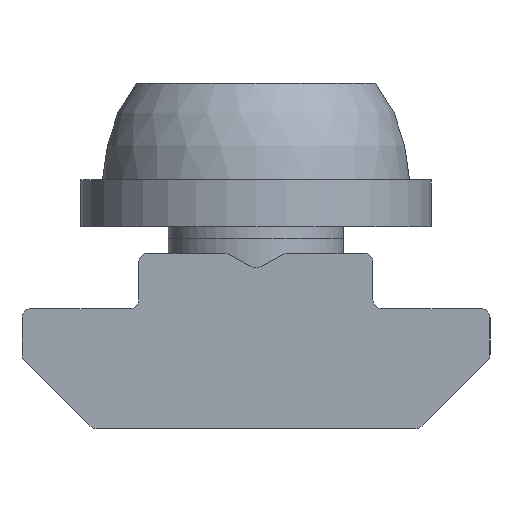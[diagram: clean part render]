
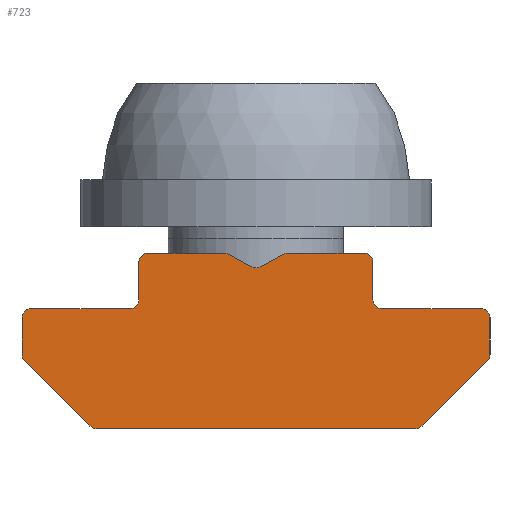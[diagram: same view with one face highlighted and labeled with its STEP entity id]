
A CAD part, left-side view. The second image highlights one B-rep face of the part: STEP entity #723.
In plain terms, the highlighted face is planar.
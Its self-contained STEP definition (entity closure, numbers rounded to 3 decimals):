
#723=ADVANCED_FACE('',(#817),#818,.T.);
#817=FACE_OUTER_BOUND('',#949,.T.);
#818=PLANE('',#950);
#949=EDGE_LOOP('',(#1194,#1195,#1196,#1197,#1198,#1199,#1200,#1201,#1202,#1203,#1204,#1205,#1206,#1207,#1208,#1209,#1210,#1211,#1212,#1213,#1214,#1215,#1216,#1217,#1218,#1219));
#950=AXIS2_PLACEMENT_3D('',#1220,#1221,#1222);
#1194=ORIENTED_EDGE('',*,*,#1561,.T.);
#1195=ORIENTED_EDGE('',*,*,#1562,.T.);
#1196=ORIENTED_EDGE('',*,*,#1563,.T.);
#1197=ORIENTED_EDGE('',*,*,#1564,.T.);
#1198=ORIENTED_EDGE('',*,*,#1565,.T.);
#1199=ORIENTED_EDGE('',*,*,#1566,.T.);
#1200=ORIENTED_EDGE('',*,*,#1567,.T.);
#1201=ORIENTED_EDGE('',*,*,#1568,.T.);
#1202=ORIENTED_EDGE('',*,*,#1569,.T.);
#1203=ORIENTED_EDGE('',*,*,#1570,.T.);
#1204=ORIENTED_EDGE('',*,*,#1571,.T.);
#1205=ORIENTED_EDGE('',*,*,#1572,.T.);
#1206=ORIENTED_EDGE('',*,*,#1573,.F.);
#1207=ORIENTED_EDGE('',*,*,#1574,.T.);
#1208=ORIENTED_EDGE('',*,*,#1575,.T.);
#1209=ORIENTED_EDGE('',*,*,#1576,.T.);
#1210=ORIENTED_EDGE('',*,*,#1577,.T.);
#1211=ORIENTED_EDGE('',*,*,#1578,.T.);
#1212=ORIENTED_EDGE('',*,*,#1530,.F.);
#1213=ORIENTED_EDGE('',*,*,#1579,.T.);
#1214=ORIENTED_EDGE('',*,*,#1580,.T.);
#1215=ORIENTED_EDGE('',*,*,#1581,.T.);
#1216=ORIENTED_EDGE('',*,*,#1582,.T.);
#1217=ORIENTED_EDGE('',*,*,#1583,.T.);
#1218=ORIENTED_EDGE('',*,*,#1584,.F.);
#1219=ORIENTED_EDGE('',*,*,#1585,.T.);
#1220=CARTESIAN_POINT('',(-7.7,3.8,25.0));
#1221=DIRECTION('',(0.0,0.0,1.0));
#1222=DIRECTION('',(1.0,0.0,0.0));
#1530=EDGE_CURVE('',#1708,#1710,#1711,.T.);
#1561=EDGE_CURVE('',#1770,#1771,#1772,.T.);
#1562=EDGE_CURVE('',#1771,#1773,#1774,.T.);
#1563=EDGE_CURVE('',#1773,#1775,#1776,.T.);
#1564=EDGE_CURVE('',#1775,#1777,#1778,.T.);
#1565=EDGE_CURVE('',#1777,#1779,#1780,.T.);
#1566=EDGE_CURVE('',#1779,#1781,#1782,.T.);
#1567=EDGE_CURVE('',#1781,#1783,#1784,.T.);
#1568=EDGE_CURVE('',#1783,#1785,#1786,.T.);
#1569=EDGE_CURVE('',#1785,#1787,#1788,.T.);
#1570=EDGE_CURVE('',#1787,#1789,#1790,.T.);
#1571=EDGE_CURVE('',#1789,#1791,#1792,.T.);
#1572=EDGE_CURVE('',#1791,#1793,#1794,.T.);
#1573=EDGE_CURVE('',#1795,#1793,#1796,.T.);
#1574=EDGE_CURVE('',#1795,#1797,#1798,.T.);
#1575=EDGE_CURVE('',#1797,#1799,#1800,.T.);
#1576=EDGE_CURVE('',#1799,#1801,#1802,.T.);
#1577=EDGE_CURVE('',#1801,#1803,#1804,.T.);
#1578=EDGE_CURVE('',#1803,#1710,#1805,.T.);
#1579=EDGE_CURVE('',#1708,#1806,#1807,.T.);
#1580=EDGE_CURVE('',#1806,#1808,#1809,.T.);
#1581=EDGE_CURVE('',#1808,#1810,#1811,.T.);
#1582=EDGE_CURVE('',#1810,#1812,#1813,.T.);
#1583=EDGE_CURVE('',#1812,#1814,#1815,.T.);
#1584=EDGE_CURVE('',#1816,#1814,#1817,.T.);
#1585=EDGE_CURVE('',#1816,#1770,#1818,.T.);
#1708=VERTEX_POINT('',#2061);
#1710=VERTEX_POINT('',#2064);
#1711=CIRCLE('',#2065,0.3);
#1770=VERTEX_POINT('',#2143);
#1771=VERTEX_POINT('',#2144);
#1772=CIRCLE('',#2145,0.3);
#1773=VERTEX_POINT('',#2146);
#1774=LINE('',#2147,#2148);
#1775=VERTEX_POINT('',#2149);
#1776=CIRCLE('',#2150,0.3);
#1777=VERTEX_POINT('',#2151);
#1778=LINE('',#2152,#2153);
#1779=VERTEX_POINT('',#2154);
#1780=CIRCLE('',#2155,0.3);
#1781=VERTEX_POINT('',#2156);
#1782=LINE('',#2157,#2158);
#1783=VERTEX_POINT('',#2159);
#1784=CIRCLE('',#2160,0.3);
#1785=VERTEX_POINT('',#2161);
#1786=LINE('',#2162,#2163);
#1787=VERTEX_POINT('',#2164);
#1788=CIRCLE('',#2165,0.3);
#1789=VERTEX_POINT('',#2166);
#1790=LINE('',#2167,#2168);
#1791=VERTEX_POINT('',#2169);
#1792=CIRCLE('',#2170,0.3);
#1793=VERTEX_POINT('',#2171);
#1794=LINE('',#2172,#2173);
#1795=VERTEX_POINT('',#2174);
#1796=CIRCLE('',#2175,0.3);
#1797=VERTEX_POINT('',#2176);
#1798=LINE('',#2177,#2178);
#1799=VERTEX_POINT('',#2179);
#1800=CIRCLE('',#2180,0.3);
#1801=VERTEX_POINT('',#2181);
#1802=LINE('',#2182,#2183);
#1803=VERTEX_POINT('',#2184);
#1804=CIRCLE('',#2185,0.3);
#1805=LINE('',#2186,#2187);
#1806=VERTEX_POINT('',#2188);
#1807=LINE('',#2189,#2190);
#1808=VERTEX_POINT('',#2191);
#1809=CIRCLE('',#2192,0.3);
#1810=VERTEX_POINT('',#2193);
#1811=LINE('',#2194,#2195);
#1812=VERTEX_POINT('',#2196);
#1813=CIRCLE('',#2197,0.3);
#1814=VERTEX_POINT('',#2198);
#1815=LINE('',#2199,#2200);
#1816=VERTEX_POINT('',#2201);
#1817=CIRCLE('',#2202,0.3);
#1818=LINE('',#2203,#2204);
#2061=CARTESIAN_POINT('',(-0.145,5.527,25.0));
#2064=CARTESIAN_POINT('',(0.145,5.527,25.0));
#2065=AXIS2_PLACEMENT_3D('',#2372,#2373,#2374);
#2143=CARTESIAN_POINT('',(-7.7,4.1,25.0));
#2144=CARTESIAN_POINT('',(-8.0,3.8,25.0));
#2145=AXIS2_PLACEMENT_3D('',#2430,#2431,#2432);
#2146=CARTESIAN_POINT('',(-8.0,2.536,25.0));
#2147=CARTESIAN_POINT('',(-8.0,3.8,25.0));
#2148=VECTOR('',#2433,1.0);
#2149=CARTESIAN_POINT('',(-7.912,2.324,25.0));
#2150=AXIS2_PLACEMENT_3D('',#2434,#2435,#2436);
#2151=CARTESIAN_POINT('',(-5.676,0.088,25.0));
#2152=CARTESIAN_POINT('',(-7.912,2.324,25.0));
#2153=VECTOR('',#2437,1.0);
#2154=CARTESIAN_POINT('',(-5.464,0.,25.0));
#2155=AXIS2_PLACEMENT_3D('',#2438,#2439,#2440);
#2156=CARTESIAN_POINT('',(5.464,0.0,25.0));
#2157=CARTESIAN_POINT('',(-5.464,0.0,25.0));
#2158=VECTOR('',#2441,1.0);
#2159=CARTESIAN_POINT('',(5.676,0.088,25.0));
#2160=AXIS2_PLACEMENT_3D('',#2442,#2443,#2444);
#2161=CARTESIAN_POINT('',(7.912,2.324,25.0));
#2162=CARTESIAN_POINT('',(5.676,0.088,25.0));
#2163=VECTOR('',#2445,1.0);
#2164=CARTESIAN_POINT('',(8.0,2.536,25.0));
#2165=AXIS2_PLACEMENT_3D('',#2446,#2447,#2448);
#2166=CARTESIAN_POINT('',(8.0,3.8,25.0));
#2167=CARTESIAN_POINT('',(8.0,2.536,25.0));
#2168=VECTOR('',#2449,1.0);
#2169=CARTESIAN_POINT('',(7.7,4.1,25.0));
#2170=AXIS2_PLACEMENT_3D('',#2450,#2451,#2452);
#2171=CARTESIAN_POINT('',(4.3,4.1,25.0));
#2172=CARTESIAN_POINT('',(7.7,4.1,25.0));
#2173=VECTOR('',#2453,1.0);
#2174=CARTESIAN_POINT('',(4.0,4.4,25.0));
#2175=AXIS2_PLACEMENT_3D('',#2454,#2455,#2456);
#2176=CARTESIAN_POINT('',(4.0,5.7,25.0));
#2177=CARTESIAN_POINT('',(4.0,4.4,25.0));
#2178=VECTOR('',#2457,1.0);
#2179=CARTESIAN_POINT('',(3.7,6.0,25.0));
#2180=AXIS2_PLACEMENT_3D('',#2458,#2459,#2460);
#2181=CARTESIAN_POINT('',(1.08,6.0,25.0));
#2182=CARTESIAN_POINT('',(3.7,6.0,25.0));
#2183=VECTOR('',#2461,1.0);
#2184=CARTESIAN_POINT('',(0.935,5.963,25.0));
#2185=AXIS2_PLACEMENT_3D('',#2462,#2463,#2464);
#2186=CARTESIAN_POINT('',(0.935,5.963,25.0));
#2187=VECTOR('',#2465,1.0);
#2188=CARTESIAN_POINT('',(-0.935,5.963,25.0));
#2189=CARTESIAN_POINT('',(-0.145,5.527,25.0));
#2190=VECTOR('',#2466,1.0);
#2191=CARTESIAN_POINT('',(-1.08,6.0,25.0));
#2192=AXIS2_PLACEMENT_3D('',#2467,#2468,#2469);
#2193=CARTESIAN_POINT('',(-3.7,6.0,25.0));
#2194=CARTESIAN_POINT('',(-1.08,6.0,25.0));
#2195=VECTOR('',#2470,1.0);
#2196=CARTESIAN_POINT('',(-4.0,5.7,25.0));
#2197=AXIS2_PLACEMENT_3D('',#2471,#2472,#2473);
#2198=CARTESIAN_POINT('',(-4.0,4.4,25.0));
#2199=CARTESIAN_POINT('',(-4.0,5.7,25.0));
#2200=VECTOR('',#2474,1.0);
#2201=CARTESIAN_POINT('',(-4.3,4.1,25.0));
#2202=AXIS2_PLACEMENT_3D('',#2475,#2476,#2477);
#2203=CARTESIAN_POINT('',(-4.3,4.1,25.0));
#2204=VECTOR('',#2478,1.0);
#2372=CARTESIAN_POINT('',(0.,5.79,25.0));
#2373=DIRECTION('',(0.0,0.0,1.0));
#2374=DIRECTION('',(1.0,0.0,0.0));
#2430=CARTESIAN_POINT('',(-7.7,3.8,25.0));
#2431=DIRECTION('',(0.0,0.0,1.0));
#2432=DIRECTION('',(1.0,0.0,0.0));
#2433=DIRECTION('',(0.0,-1.0,0.0));
#2434=CARTESIAN_POINT('',(-7.7,2.536,25.0));
#2435=DIRECTION('',(0.0,0.0,1.0));
#2436=DIRECTION('',(1.0,0.0,0.0));
#2437=DIRECTION('',(0.707,-0.707,0.0));
#2438=CARTESIAN_POINT('',(-5.464,0.3,25.0));
#2439=DIRECTION('',(0.0,0.0,1.0));
#2440=DIRECTION('',(1.0,0.0,0.0));
#2441=DIRECTION('',(1.0,0.0,0.0));
#2442=CARTESIAN_POINT('',(5.464,0.3,25.0));
#2443=DIRECTION('',(0.0,0.0,1.0));
#2444=DIRECTION('',(1.0,0.0,0.0));
#2445=DIRECTION('',(0.707,0.707,0.0));
#2446=CARTESIAN_POINT('',(7.7,2.536,25.0));
#2447=DIRECTION('',(0.0,0.0,1.0));
#2448=DIRECTION('',(1.0,0.0,0.0));
#2449=DIRECTION('',(0.0,1.0,0.0));
#2450=CARTESIAN_POINT('',(7.7,3.8,25.0));
#2451=DIRECTION('',(0.0,0.0,1.0));
#2452=DIRECTION('',(1.0,0.0,0.0));
#2453=DIRECTION('',(-1.0,0.0,0.0));
#2454=CARTESIAN_POINT('',(4.3,4.4,25.0));
#2455=DIRECTION('',(0.0,0.0,1.0));
#2456=DIRECTION('',(1.0,0.0,0.0));
#2457=DIRECTION('',(0.0,1.0,0.0));
#2458=CARTESIAN_POINT('',(3.7,5.7,25.0));
#2459=DIRECTION('',(0.0,0.0,1.0));
#2460=DIRECTION('',(1.0,0.0,0.0));
#2461=DIRECTION('',(-1.0,0.0,0.0));
#2462=CARTESIAN_POINT('',(1.08,5.7,25.0));
#2463=DIRECTION('',(0.0,0.0,1.0));
#2464=DIRECTION('',(1.0,0.0,0.0));
#2465=DIRECTION('',(-0.876,-0.483,0.0));
#2466=DIRECTION('',(-0.876,0.483,0.0));
#2467=CARTESIAN_POINT('',(-1.08,5.7,25.0));
#2468=DIRECTION('',(0.0,0.0,1.0));
#2469=DIRECTION('',(1.0,0.0,0.0));
#2470=DIRECTION('',(-1.0,0.0,0.0));
#2471=CARTESIAN_POINT('',(-3.7,5.7,25.0));
#2472=DIRECTION('',(0.0,0.0,1.0));
#2473=DIRECTION('',(1.0,0.0,0.0));
#2474=DIRECTION('',(0.0,-1.0,0.0));
#2475=CARTESIAN_POINT('',(-4.3,4.4,25.0));
#2476=DIRECTION('',(0.0,0.0,1.0));
#2477=DIRECTION('',(1.0,0.0,0.0));
#2478=DIRECTION('',(-1.0,0.0,0.0));
